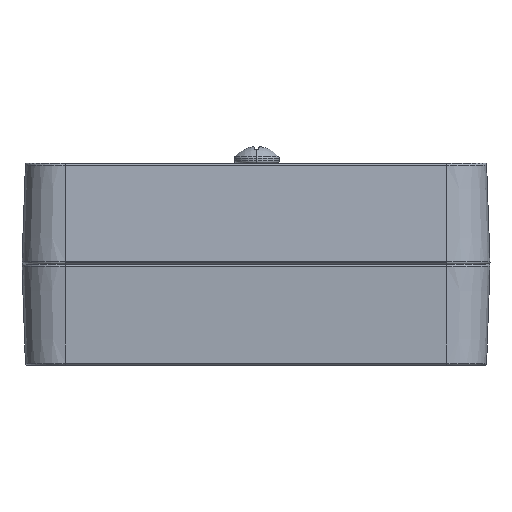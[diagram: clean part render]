
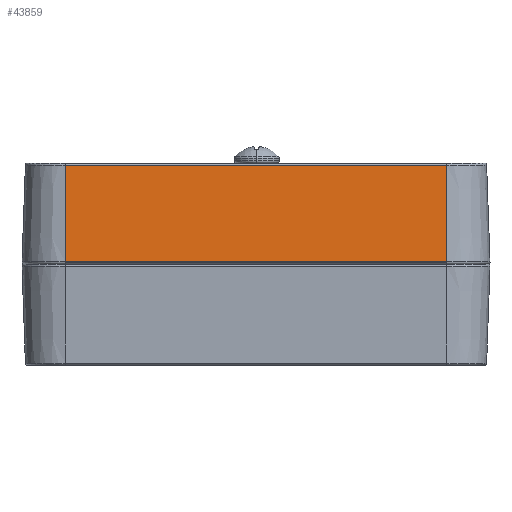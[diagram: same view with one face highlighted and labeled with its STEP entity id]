
A CAD part, front view. The second image highlights one B-rep face of the part: STEP entity #43859.
In plain terms, the highlighted planar face has unit normal (0, -0.999, 0.035).
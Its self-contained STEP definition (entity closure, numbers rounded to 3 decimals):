
#7871 = EDGE_CURVE ( 'NONE', #94208, #40435, #55032, .T. ) ;
#8559 = LINE ( 'NONE', #61861, #35884 ) ;
#10854 = CARTESIAN_POINT ( 'NONE',  ( -17.961, -21.735, 9.332 ) ) ;
#13786 = CARTESIAN_POINT ( 'NONE',  ( 17.961, -22.061, 0. ) ) ;
#15239 = PLANE ( 'NONE',  #71596 ) ;
#22752 = DIRECTION ( 'NONE',  ( 0., -0.035, -0.999 ) ) ;
#24061 = CARTESIAN_POINT ( 'NONE',  ( 17.961, -21.735, 9.332 ) ) ;
#26226 = ORIENTED_EDGE ( 'NONE', *, *, #7871, .F. ) ;
#26564 = LINE ( 'NONE', #75170, #38537 ) ;
#30125 = DIRECTION ( 'NONE',  ( 1., 0., 0. ) ) ;
#30518 = CARTESIAN_POINT ( 'NONE',  ( -17.961, -22.061, 0. ) ) ;
#31910 = EDGE_CURVE ( 'NONE', #46832, #38427, #8559, .T. ) ;
#35884 = VECTOR ( 'NONE', #69435, 1000. ) ;
#37195 = DIRECTION ( 'NONE',  ( 0., -0.999, 0.035 ) ) ;
#38427 = VERTEX_POINT ( 'NONE', #54613 ) ;
#38537 = VECTOR ( 'NONE', #30125, 1000. ) ;
#40435 = VERTEX_POINT ( 'NONE', #85357 ) ;
#41188 = ORIENTED_EDGE ( 'NONE', *, *, #31910, .T. ) ;
#42547 = CARTESIAN_POINT ( 'NONE',  ( -17.961, -21.735, 9.332 ) ) ;
#43859 = ADVANCED_FACE ( 'NONE', ( #89145 ), #15239, .T. ) ;
#46832 = VERTEX_POINT ( 'NONE', #42547 ) ;
#48303 = EDGE_CURVE ( 'NONE', #94208, #46832, #80886, .T. ) ;
#52090 = DIRECTION ( 'NONE',  ( 0., -0.035, -0.999 ) ) ;
#54181 = ORIENTED_EDGE ( 'NONE', *, *, #48303, .T. ) ;
#54613 = CARTESIAN_POINT ( 'NONE',  ( -17.961, -22.053, 0.207 ) ) ;
#55032 = LINE ( 'NONE', #13786, #62149 ) ;
#61861 = CARTESIAN_POINT ( 'NONE',  ( -17.961, -22.061, 0. ) ) ;
#62149 = VECTOR ( 'NONE', #22752, 1000. ) ;
#66601 = EDGE_CURVE ( 'NONE', #38427, #40435, #26564, .T. ) ;
#67979 = EDGE_LOOP ( 'NONE', ( #41188, #71158, #26226, #54181 ) ) ;
#69435 = DIRECTION ( 'NONE',  ( 0., -0.035, -0.999 ) ) ;
#71158 = ORIENTED_EDGE ( 'NONE', *, *, #66601, .T. ) ;
#71596 = AXIS2_PLACEMENT_3D ( 'NONE', #30518, #37195, #52090 ) ;
#75170 = CARTESIAN_POINT ( 'NONE',  ( -17.961, -22.053, 0.207 ) ) ;
#80886 = LINE ( 'NONE', #10854, #91655 ) ;
#85357 = CARTESIAN_POINT ( 'NONE',  ( 17.961, -22.053, 0.207 ) ) ;
#89145 = FACE_OUTER_BOUND ( 'NONE', #67979, .T. ) ;
#91655 = VECTOR ( 'NONE', #94501, 1000. ) ;
#94208 = VERTEX_POINT ( 'NONE', #24061 ) ;
#94501 = DIRECTION ( 'NONE',  ( -1., 0., 0. ) ) ;
